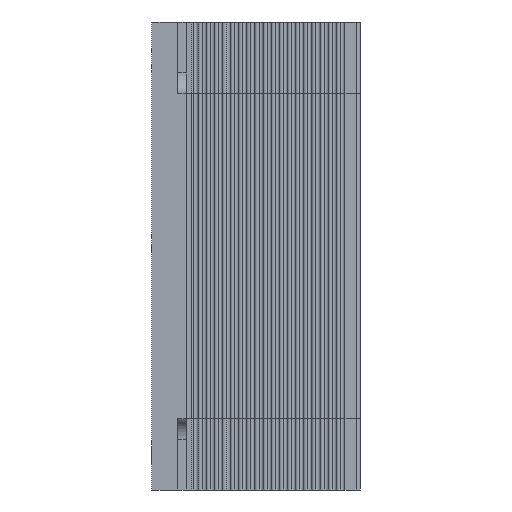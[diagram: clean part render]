
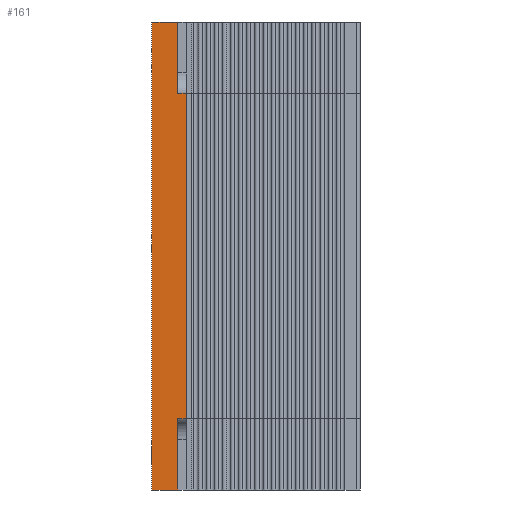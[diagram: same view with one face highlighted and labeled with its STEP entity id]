
A CAD part, left-side view. The second image highlights one B-rep face of the part: STEP entity #161.
In plain terms, the highlighted planar face has unit normal (-1, 0, 0).
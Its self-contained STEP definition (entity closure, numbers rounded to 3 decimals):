
#161=ADVANCED_FACE('',(#12968),#12970,.F.);
#12968=FACE_BOUND('',#12969,.T.);
#12969=EDGE_LOOP('',(#25261,#25262,#25263,#25264,#25265,#25266,#25267,#25268));
#12970=PLANE('',#12971);
#12971=AXIS2_PLACEMENT_3D('',#12972,#12973,#12974);
#12972=CARTESIAN_POINT('',(-170.,-50.,92.));
#12973=DIRECTION('',(1.,-0.,0.));
#12974=DIRECTION('',(0.,0.,-1.));
#25261=ORIENTED_EDGE('',*,*,#33760,.T.);
#25262=ORIENTED_EDGE('',*,*,#33761,.T.);
#25263=ORIENTED_EDGE('',*,*,#33762,.T.);
#25264=ORIENTED_EDGE('',*,*,#31378,.T.);
#25265=ORIENTED_EDGE('',*,*,#32575,.T.);
#25266=ORIENTED_EDGE('',*,*,#31366,.F.);
#25267=ORIENTED_EDGE('',*,*,#32581,.F.);
#25268=ORIENTED_EDGE('',*,*,#31371,.T.);
#31366=EDGE_CURVE('',#35627,#35622,#35629,.F.);
#31371=EDGE_CURVE('',#35638,#35639,#35640,.F.);
#31378=EDGE_CURVE('',#35653,#35650,#35654,.F.);
#32575=EDGE_CURVE('',#35650,#35622,#38044,.T.);
#32581=EDGE_CURVE('',#35638,#35627,#38053,.T.);
#33760=EDGE_CURVE('',#35639,#40409,#40410,.T.);
#33761=EDGE_CURVE('',#40409,#40411,#40412,.F.);
#33762=EDGE_CURVE('',#40411,#35653,#40413,.T.);
#35622=VERTEX_POINT('',#42723);
#35627=VERTEX_POINT('',#42732);
#35629=LINE('',#42736,#42737);
#35638=VERTEX_POINT('',#42759);
#35639=VERTEX_POINT('',#42760);
#35640=LINE('',#42761,#42762);
#35650=VERTEX_POINT('',#42785);
#35653=VERTEX_POINT('',#42790);
#35654=LINE('',#42791,#42792);
#38044=LINE('',#48673,#48674);
#38053=LINE('',#48694,#48695);
#40409=VERTEX_POINT('',#54500);
#40410=LINE('',#54501,#54502);
#40411=VERTEX_POINT('',#54504);
#40412=LINE('',#54505,#54506);
#40413=LINE('',#54508,#54509);
#42723=CARTESIAN_POINT('',(-170.,0.,92.));
#42732=CARTESIAN_POINT('',(-170.,0.,0.));
#42736=CARTESIAN_POINT('',(-170.,0.,92.));
#42737=VECTOR('',#42738,1.);
#42738=DIRECTION('',(0.,0.,-1.));
#42759=CARTESIAN_POINT('',(-170.,-5.1,0.));
#42760=CARTESIAN_POINT('',(-170.,-5.1,14.));
#42761=CARTESIAN_POINT('',(-170.,-5.1,14.));
#42762=VECTOR('',#42763,1.);
#42763=DIRECTION('',(0.,0.,-1.));
#42785=CARTESIAN_POINT('',(-170.,-5.1,92.));
#42790=CARTESIAN_POINT('',(-170.,-5.1,78.));
#42791=CARTESIAN_POINT('',(-170.,-5.1,92.));
#42792=VECTOR('',#42793,1.);
#42793=DIRECTION('',(0.,0.,-1.));
#48673=CARTESIAN_POINT('',(-170.,-5.1,92.));
#48674=VECTOR('',#48675,1.);
#48675=DIRECTION('',(0.,1.,0.));
#48694=CARTESIAN_POINT('',(-170.,-5.1,0.));
#48695=VECTOR('',#48696,1.);
#48696=DIRECTION('',(0.,1.,0.));
#54500=CARTESIAN_POINT('',(-170.,-6.8,14.));
#54501=CARTESIAN_POINT('',(-170.,-5.1,14.));
#54502=VECTOR('',#54503,1.);
#54503=DIRECTION('',(0.,-1.,0.));
#54504=CARTESIAN_POINT('',(-170.,-6.8,78.));
#54505=CARTESIAN_POINT('',(-170.,-6.8,78.));
#54506=VECTOR('',#54507,1.);
#54507=DIRECTION('',(0.,0.,-1.));
#54508=CARTESIAN_POINT('',(-170.,-6.8,78.));
#54509=VECTOR('',#54510,1.);
#54510=DIRECTION('',(0.,1.,0.));
